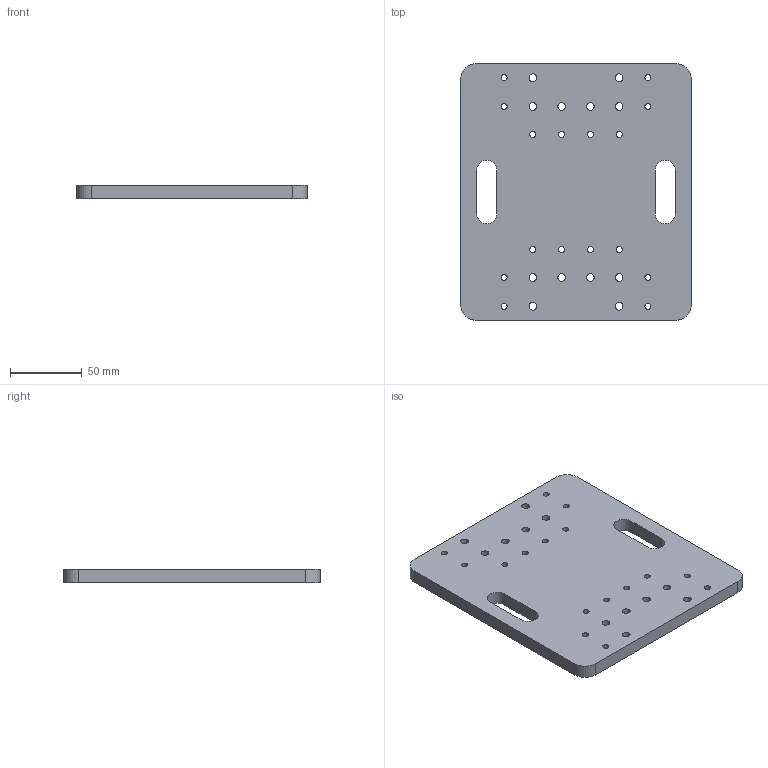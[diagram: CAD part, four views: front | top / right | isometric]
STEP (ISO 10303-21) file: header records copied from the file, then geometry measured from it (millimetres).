
FILE_DESCRIPTION(/* description */ (''),/* implementation_level */ '2;1');
FILE_NAME(/* name */ 'risermount.step',/* time_stamp */ '2024-06-10T09:37:55-04:00',/* author */ (''),/* organization */ (''),/* preprocessor_version */ 'ST-DEVELOPER v20',/* originating_system */ 'Autodesk Translation Framework v12.20.1.177',/* authorisation */ '');
FILE_SCHEMA (('AUTOMOTIVE_DESIGN { 1 0 10303 214 3 1 1 }'));
Length unit declared in the file: millimetre
Products named in the file (1): riser mounting
Bounding box: 160 x 178 x 9.53 mm (x, y, z)
Volume: 254917.5 mm3; surface area: 65694.4 mm2
Topology: 1 solids, 1 shells, 46 faces, 132 edges, 88 vertices
Faces by surface type: cylinder 36, plane 10
Full cylindrical faces by diameter (mm): 4.2 x16, 5.3 x12
Entity records: 1701 total; most frequent: DIRECTION 298, CARTESIAN_POINT 267, ORIENTED_EDGE 264, EDGE_CURVE 132, AXIS2_PLACEMENT_3D 119, EDGE_LOOP 106, VERTEX_POINT 88, CIRCLE 72
